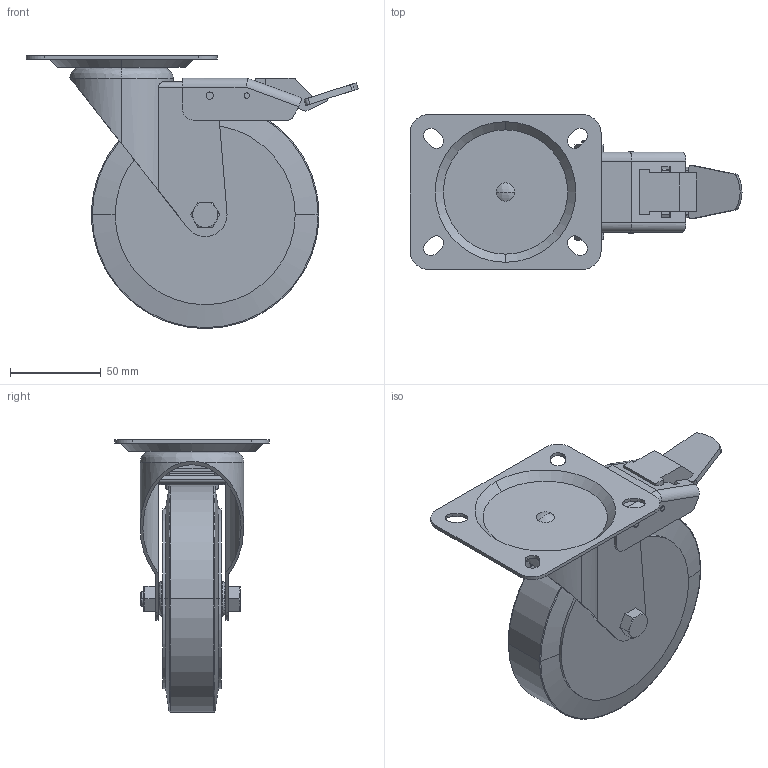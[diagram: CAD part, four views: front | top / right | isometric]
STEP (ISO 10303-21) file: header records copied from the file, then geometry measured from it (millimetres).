
FILE_DESCRIPTION (( 'STEP AP203' ), '1' );
FILE_NAME ('3_842_259_791_Bosch.step', '2024-06-10T08:37:54', ( '' ), ( '' ), 'SwSTEP 2.0', 'SolidWorks 2014', '' );
FILE_SCHEMA (( 'CONFIG_CONTROL_DESIGN' ));
Length unit declared in the file: millimetre
Products named in the file (1): 3_842_259_791_Bosch
Bounding box: 182.5 x 85 x 150 mm (x, y, z)
Volume: 429254.8 mm3; surface area: 92307.2 mm2
Topology: 1 solids, 1 shells, 229 faces, 589 edges, 376 vertices
Faces by surface type: plane 103, cylinder 86, cone 25, bspline 15
Entity records: 7705 total; most frequent: CARTESIAN_POINT 2073, ORIENTED_EDGE 1170, DIRECTION 1145, EDGE_CURVE 585, AXIS2_PLACEMENT_3D 410, VERTEX_POINT 376, VECTOR 325, LINE 325
